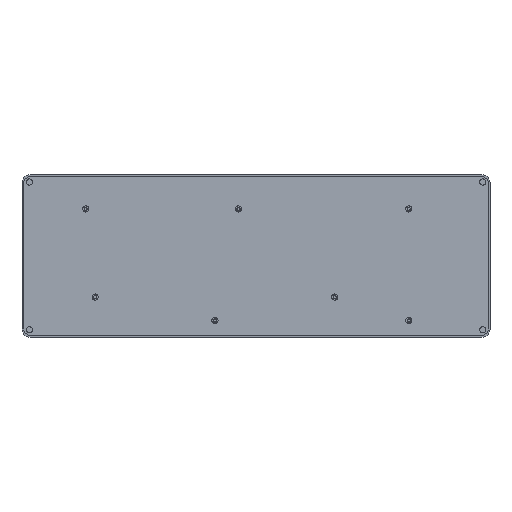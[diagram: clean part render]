
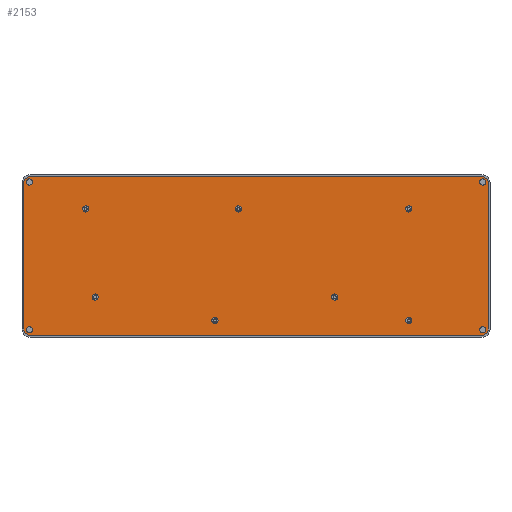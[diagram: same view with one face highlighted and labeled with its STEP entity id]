
A CAD part, top view. The second image highlights one B-rep face of the part: STEP entity #2153.
In plain terms, the highlighted planar face has unit normal (0, 0, 1).
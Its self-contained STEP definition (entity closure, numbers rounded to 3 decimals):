
#334=FACE_OUTER_BOUND('',#478,.T.);
#478=EDGE_LOOP('',(#1517,#1518,#1519,#1520,#1521,#1522,#1523,#1524));
#620=LINE('',#3028,#719);
#623=LINE('',#3036,#722);
#626=LINE('',#3042,#725);
#628=LINE('',#3051,#727);
#719=VECTOR('',#2530,10.);
#722=VECTOR('',#2539,10.);
#725=VECTOR('',#2544,10.);
#727=VECTOR('',#2556,10.);
#816=CIRCLE('',#2314,5.2);
#817=CIRCLE('',#2318,5.2);
#818=CIRCLE('',#2320,5.2);
#819=CIRCLE('',#2323,5.2);
#890=VERTEX_POINT('',#3024);
#891=VERTEX_POINT('',#3026);
#892=VERTEX_POINT('',#3030);
#893=VERTEX_POINT('',#3034);
#894=VERTEX_POINT('',#3038);
#895=VERTEX_POINT('',#3040);
#896=VERTEX_POINT('',#3046);
#897=VERTEX_POINT('',#3050);
#1114=EDGE_CURVE('',#890,#891,#620,.T.);
#1115=EDGE_CURVE('',#891,#892,#816,.T.);
#1118=EDGE_CURVE('',#892,#893,#623,.T.);
#1121=EDGE_CURVE('',#894,#895,#626,.T.);
#1122=EDGE_CURVE('',#895,#890,#817,.T.);
#1123=EDGE_CURVE('',#896,#894,#818,.T.);
#1125=EDGE_CURVE('',#897,#896,#628,.T.);
#1127=EDGE_CURVE('',#893,#897,#819,.T.);
#1517=ORIENTED_EDGE('',*,*,#1121,.T.);
#1518=ORIENTED_EDGE('',*,*,#1122,.T.);
#1519=ORIENTED_EDGE('',*,*,#1114,.T.);
#1520=ORIENTED_EDGE('',*,*,#1115,.T.);
#1521=ORIENTED_EDGE('',*,*,#1118,.T.);
#1522=ORIENTED_EDGE('',*,*,#1127,.T.);
#1523=ORIENTED_EDGE('',*,*,#1125,.T.);
#1524=ORIENTED_EDGE('',*,*,#1123,.T.);
#2105=PLANE('',#2337);
#2153=ADVANCED_FACE('',(#334),#2105,.T.);
#2314=AXIS2_PLACEMENT_3D('',#3031,#2533,#2534);
#2318=AXIS2_PLACEMENT_3D('',#3044,#2547,#2548);
#2320=AXIS2_PLACEMENT_3D('',#3047,#2551,#2552);
#2323=AXIS2_PLACEMENT_3D('',#3054,#2560,#2561);
#2337=AXIS2_PLACEMENT_3D('',#3088,#2600,#2601);
#2530=DIRECTION('',(0.,1.,0.));
#2533=DIRECTION('center_axis',(0.,0.,1.));
#2534=DIRECTION('ref_axis',(0.707,0.707,0.));
#2539=DIRECTION('',(-1.,0.,0.));
#2544=DIRECTION('',(1.,0.,0.));
#2547=DIRECTION('center_axis',(0.,0.,1.));
#2548=DIRECTION('ref_axis',(0.707,-0.707,0.));
#2551=DIRECTION('center_axis',(0.,0.,1.));
#2552=DIRECTION('ref_axis',(-0.707,-0.707,0.));
#2556=DIRECTION('',(0.,-1.,0.));
#2560=DIRECTION('center_axis',(0.,0.,1.));
#2561=DIRECTION('ref_axis',(-0.707,0.707,0.));
#2600=DIRECTION('center_axis',(0.,0.,1.));
#2601=DIRECTION('ref_axis',(0.,1.,0.));
#3024=CARTESIAN_POINT('',(2269.299,-1574.7,0.84));
#3026=CARTESIAN_POINT('',(2269.299,-1456.33,0.84));
#3028=CARTESIAN_POINT('',(2269.299,-1485.923,0.84));
#3030=CARTESIAN_POINT('',(2264.099,-1451.13,0.84));
#3031=CARTESIAN_POINT('Origin',(2264.099,-1456.33,0.84));
#3034=CARTESIAN_POINT('',(1898.069,-1451.13,0.84));
#3036=CARTESIAN_POINT('',(1987.464,-1451.13,0.84));
#3038=CARTESIAN_POINT('',(1898.069,-1579.9,0.84));
#3040=CARTESIAN_POINT('',(2264.099,-1579.9,0.84));
#3042=CARTESIAN_POINT('',(2172.591,-1579.9,0.84));
#3044=CARTESIAN_POINT('Origin',(2264.099,-1574.7,0.84));
#3046=CARTESIAN_POINT('',(1892.869,-1574.7,0.84));
#3047=CARTESIAN_POINT('Origin',(1898.069,-1574.7,0.84));
#3050=CARTESIAN_POINT('',(1892.869,-1456.33,0.84));
#3051=CARTESIAN_POINT('',(1892.869,-1547.22,0.84));
#3054=CARTESIAN_POINT('Origin',(1898.069,-1456.33,0.84));
#3088=CARTESIAN_POINT('Origin',(2081.084,-1515.515,0.84));
